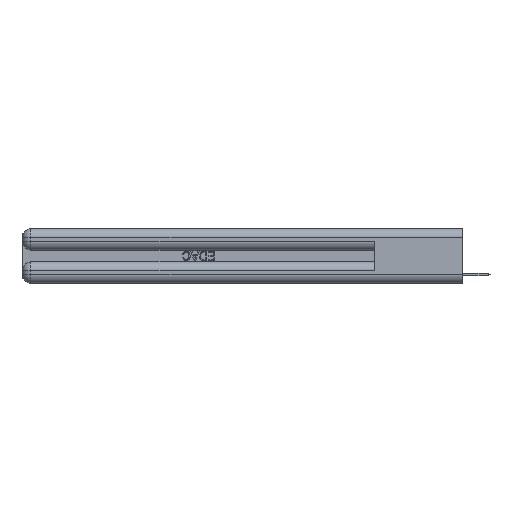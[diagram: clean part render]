
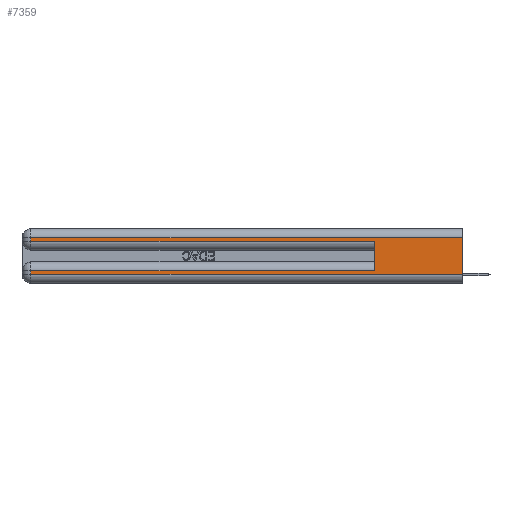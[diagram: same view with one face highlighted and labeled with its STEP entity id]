
A CAD part, left-side view. The second image highlights one B-rep face of the part: STEP entity #7359.
In plain terms, the highlighted planar face has unit normal (-1, 0, 0).
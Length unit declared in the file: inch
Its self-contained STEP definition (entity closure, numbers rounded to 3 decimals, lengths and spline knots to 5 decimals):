
#493 = CARTESIAN_POINT ( 'NONE',  ( 0., 2.94, 0.285 ) ) ;
#1050 = VERTEX_POINT ( 'NONE', #493 ) ;
#1584 = VECTOR ( 'NONE', #3565, 39.37008 ) ;
#1808 = CARTESIAN_POINT ( 'NONE',  ( 0., 2.94, 0.06 ) ) ;
#1817 = CARTESIAN_POINT ( 'NONE',  ( 0., 2.94, 0.37 ) ) ;
#2517 = DIRECTION ( 'NONE',  ( 0., 1., 0. ) ) ;
#2618 = CARTESIAN_POINT ( 'NONE',  ( 0., 0., 0.085 ) ) ;
#2922 = EDGE_LOOP ( 'NONE', ( #11019, #5662, #22152, #22928, #19953, #20766, #19877, #18412 ) ) ;
#3565 = DIRECTION ( 'NONE',  ( 0., 1., 0. ) ) ;
#4081 = LINE ( 'NONE', #2618, #14281 ) ;
#4391 = PLANE ( 'NONE',  #14795 ) ;
#5394 = VERTEX_POINT ( 'NONE', #20567 ) ;
#5662 = ORIENTED_EDGE ( 'NONE', *, *, #24886, .T. ) ;
#5988 = CARTESIAN_POINT ( 'NONE',  ( 0., 2.94, 0.37 ) ) ;
#6249 = VECTOR ( 'NONE', #10392, 39.37008 ) ;
#6439 = VECTOR ( 'NONE', #8176, 39.37008 ) ;
#6549 = DIRECTION ( 'NONE',  ( 1., 0., 0. ) ) ;
#7034 = CARTESIAN_POINT ( 'NONE',  ( 0., 0., 0.37 ) ) ;
#7058 = CARTESIAN_POINT ( 'NONE',  ( 0., 0., 0.285 ) ) ;
#7359 = ADVANCED_FACE ( 'NONE', ( #16796 ), #4391, .F. ) ;
#7410 = CARTESIAN_POINT ( 'NONE',  ( 0., 0., 0.06 ) ) ;
#7924 = EDGE_CURVE ( 'NONE', #9948, #20642, #15011, .T. ) ;
#8176 = DIRECTION ( 'NONE',  ( 0., 0., 1. ) ) ;
#8928 = CARTESIAN_POINT ( 'NONE',  ( 0., 0.6, 0.285 ) ) ;
#9948 = VERTEX_POINT ( 'NONE', #15791 ) ;
#10157 = LINE ( 'NONE', #7410, #10474 ) ;
#10392 = DIRECTION ( 'NONE',  ( 0., 0., -1. ) ) ;
#10452 = EDGE_CURVE ( 'NONE', #23428, #23919, #17175, .T. ) ;
#10474 = VECTOR ( 'NONE', #12104, 39.37008 ) ;
#11019 = ORIENTED_EDGE ( 'NONE', *, *, #10452, .F. ) ;
#12104 = DIRECTION ( 'NONE',  ( 0., -1., 0. ) ) ;
#12170 = CARTESIAN_POINT ( 'NONE',  ( 0., 0., 0.31 ) ) ;
#12306 = EDGE_CURVE ( 'NONE', #9948, #5394, #4081, .T. ) ;
#13082 = LINE ( 'NONE', #5988, #6249 ) ;
#13135 = LINE ( 'NONE', #1817, #23041 ) ;
#13447 = CARTESIAN_POINT ( 'NONE',  ( 0., 2.94, 0.31 ) ) ;
#13905 = VERTEX_POINT ( 'NONE', #13447 ) ;
#14281 = VECTOR ( 'NONE', #2517, 39.37008 ) ;
#14554 = CARTESIAN_POINT ( 'NONE',  ( 0., 0., 0.06 ) ) ;
#14795 = AXIS2_PLACEMENT_3D ( 'NONE', #19672, #6549, #21851 ) ;
#15011 = LINE ( 'NONE', #18908, #6439 ) ;
#15791 = CARTESIAN_POINT ( 'NONE',  ( 0., 0.6, 0.085 ) ) ;
#16754 = LINE ( 'NONE', #7058, #24621 ) ;
#16796 = FACE_OUTER_BOUND ( 'NONE', #2922, .T. ) ;
#16834 = CARTESIAN_POINT ( 'NONE',  ( 0., 0., 0.31 ) ) ;
#17175 = LINE ( 'NONE', #7034, #18846 ) ;
#17781 = DIRECTION ( 'NONE',  ( 0., -1., 0. ) ) ;
#18412 = ORIENTED_EDGE ( 'NONE', *, *, #26066, .T. ) ;
#18846 = VECTOR ( 'NONE', #26591, 39.37008 ) ;
#18908 = CARTESIAN_POINT ( 'NONE',  ( 0., 0.6, 0.145 ) ) ;
#19649 = VERTEX_POINT ( 'NONE', #1808 ) ;
#19672 = CARTESIAN_POINT ( 'NONE',  ( 0., 0., 0.37 ) ) ;
#19877 = ORIENTED_EDGE ( 'NONE', *, *, #21543, .T. ) ;
#19953 = ORIENTED_EDGE ( 'NONE', *, *, #7924, .F. ) ;
#20072 = EDGE_CURVE ( 'NONE', #1050, #20642, #16754, .T. ) ;
#20567 = CARTESIAN_POINT ( 'NONE',  ( 0., 2.94, 0.085 ) ) ;
#20642 = VERTEX_POINT ( 'NONE', #8928 ) ;
#20766 = ORIENTED_EDGE ( 'NONE', *, *, #12306, .T. ) ;
#21543 = EDGE_CURVE ( 'NONE', #5394, #19649, #13135, .T. ) ;
#21851 = DIRECTION ( 'NONE',  ( 0., 0., -1. ) ) ;
#21873 = EDGE_CURVE ( 'NONE', #13905, #1050, #13082, .T. ) ;
#22152 = ORIENTED_EDGE ( 'NONE', *, *, #21873, .T. ) ;
#22928 = ORIENTED_EDGE ( 'NONE', *, *, #20072, .T. ) ;
#23041 = VECTOR ( 'NONE', #23760, 39.37008 ) ;
#23208 = LINE ( 'NONE', #12170, #1584 ) ;
#23428 = VERTEX_POINT ( 'NONE', #16834 ) ;
#23760 = DIRECTION ( 'NONE',  ( 0., 0., -1. ) ) ;
#23919 = VERTEX_POINT ( 'NONE', #14554 ) ;
#24621 = VECTOR ( 'NONE', #17781, 39.37008 ) ;
#24886 = EDGE_CURVE ( 'NONE', #23428, #13905, #23208, .T. ) ;
#26066 = EDGE_CURVE ( 'NONE', #19649, #23919, #10157, .T. ) ;
#26591 = DIRECTION ( 'NONE',  ( 0., 0., -1. ) ) ;
